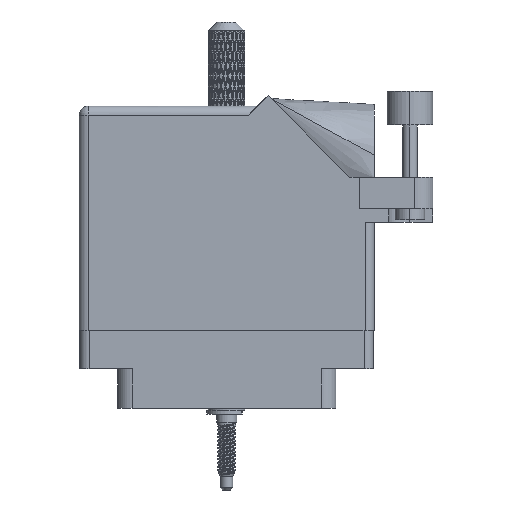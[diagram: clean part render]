
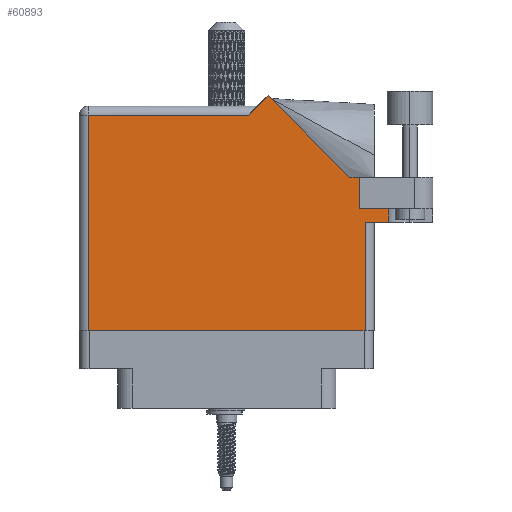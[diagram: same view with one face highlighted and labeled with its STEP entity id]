
A CAD part, front view. The second image highlights one B-rep face of the part: STEP entity #60893.
In plain terms, the highlighted face is planar.
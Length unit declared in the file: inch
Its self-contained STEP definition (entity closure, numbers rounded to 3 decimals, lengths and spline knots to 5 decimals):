
#1672 = EDGE_LOOP ( 'NONE', ( #5924, #22586, #38735, #1758, #65137, #56300, #95732, #19389, #12586, #56031, #54582 ) ) ;
#1758 = ORIENTED_EDGE ( 'NONE', *, *, #23624, .F. ) ;
#4867 = EDGE_CURVE ( 'NONE', #21235, #44650, #95573, .T. ) ;
#4886 = CARTESIAN_POINT ( 'NONE',  ( 2.1115, 1.16177, 0. ) ) ;
#5433 = CARTESIAN_POINT ( 'NONE',  ( 1.84442, 1.044, 0. ) ) ;
#5924 = ORIENTED_EDGE ( 'NONE', *, *, #64202, .T. ) ;
#7215 = LINE ( 'NONE', #7746, #91513 ) ;
#7499 = EDGE_CURVE ( 'NONE', #9860, #29603, #53152, .T. ) ;
#7668 = VERTEX_POINT ( 'NONE', #82778 ) ;
#7746 = CARTESIAN_POINT ( 'NONE',  ( 0.062, 0., 0. ) ) ;
#8393 = DIRECTION ( 'NONE',  ( 0., 1., 0. ) ) ;
#9382 = CARTESIAN_POINT ( 'NONE',  ( 1.91, 0.831, 0. ) ) ;
#9714 = CARTESIAN_POINT ( 'NONE',  ( 0., 0., 0. ) ) ;
#9860 = VERTEX_POINT ( 'NONE', #65440 ) ;
#12586 = ORIENTED_EDGE ( 'NONE', *, *, #23923, .T. ) ;
#12594 = VECTOR ( 'NONE', #90466, 39.37008 ) ;
#12730 = CARTESIAN_POINT ( 'NONE',  ( 0., 1.468, 0. ) ) ;
#14766 = AXIS2_PLACEMENT_3D ( 'NONE', #36028, #61052, #86027 ) ;
#17416 = LINE ( 'NONE', #74855, #51566 ) ;
#19389 = ORIENTED_EDGE ( 'NONE', *, *, #4867, .T. ) ;
#20087 = PLANE ( 'NONE',  #14766 ) ;
#20141 = CARTESIAN_POINT ( 'NONE',  ( 2.41, 1.044, 0. ) ) ;
#20605 = FACE_OUTER_BOUND ( 'NONE', #1672, .T. ) ;
#21235 = VERTEX_POINT ( 'NONE', #5433 ) ;
#22586 = ORIENTED_EDGE ( 'NONE', *, *, #67603, .T. ) ;
#23624 = EDGE_CURVE ( 'NONE', #51199, #80441, #77759, .T. ) ;
#23923 = EDGE_CURVE ( 'NONE', #44650, #9860, #26603, .T. ) ;
#26603 = LINE ( 'NONE', #51071, #12594 ) ;
#27735 = LINE ( 'NONE', #9714, #93301 ) ;
#29603 = VERTEX_POINT ( 'NONE', #72640 ) ;
#35319 = CARTESIAN_POINT ( 'NONE',  ( 1.948, 0.737, 0. ) ) ;
#36028 = CARTESIAN_POINT ( 'NONE',  ( 0., 1.53, 0. ) ) ;
#36391 = VERTEX_POINT ( 'NONE', #93107 ) ;
#36754 = VECTOR ( 'NONE', #39676, 39.37008 ) ;
#36800 = EDGE_CURVE ( 'NONE', #7668, #37453, #17416, .T. ) ;
#37216 = CARTESIAN_POINT ( 'NONE',  ( 1.948, 0.737, 0. ) ) ;
#37453 = VERTEX_POINT ( 'NONE', #61641 ) ;
#38735 = ORIENTED_EDGE ( 'NONE', *, *, #97216, .T. ) ;
#39676 = DIRECTION ( 'NONE',  ( -1., 0., 0. ) ) ;
#39688 = DIRECTION ( 'NONE',  ( 1., 0., 0. ) ) ;
#39882 = VECTOR ( 'NONE', #80170, 39.37008 ) ;
#40211 = LINE ( 'NONE', #9382, #59870 ) ;
#43172 = VECTOR ( 'NONE', #61813, 39.37008 ) ;
#44650 = VERTEX_POINT ( 'NONE', #75402 ) ;
#45849 = EDGE_CURVE ( 'NONE', #7668, #51199, #40211, .T. ) ;
#47142 = CARTESIAN_POINT ( 'NONE',  ( 1.84442, 1.044, 0. ) ) ;
#47932 = VECTOR ( 'NONE', #85044, 39.37008 ) ;
#51071 = CARTESIAN_POINT ( 'NONE',  ( 1.217, 1.53, 0. ) ) ;
#51199 = VERTEX_POINT ( 'NONE', #82808 ) ;
#51566 = VECTOR ( 'NONE', #8393, 39.37008 ) ;
#53152 = LINE ( 'NONE', #12730, #36754 ) ;
#54582 = ORIENTED_EDGE ( 'NONE', *, *, #71897, .T. ) ;
#55740 = VERTEX_POINT ( 'NONE', #35319 ) ;
#56031 = ORIENTED_EDGE ( 'NONE', *, *, #7499, .T. ) ;
#56300 = ORIENTED_EDGE ( 'NONE', *, *, #36800, .T. ) ;
#58745 = LINE ( 'NONE', #37216, #64710 ) ;
#59870 = VECTOR ( 'NONE', #39688, 39.37008 ) ;
#60185 = CARTESIAN_POINT ( 'NONE',  ( 2.1115, 0.737, 0. ) ) ;
#60893 = ADVANCED_FACE ( 'NONE', ( #20605 ), #20087, .F. ) ;
#61052 = DIRECTION ( 'NONE',  ( 0., 0., -1. ) ) ;
#61641 = CARTESIAN_POINT ( 'NONE',  ( 1.91, 1.044, 0. ) ) ;
#61813 = DIRECTION ( 'NONE',  ( 0., -1., 0. ) ) ;
#64202 = EDGE_CURVE ( 'NONE', #36391, #104779, #27735, .T. ) ;
#64710 = VECTOR ( 'NONE', #83201, 39.37008 ) ;
#64821 = CARTESIAN_POINT ( 'NONE',  ( 2.01, 0.737, 0. ) ) ;
#65137 = ORIENTED_EDGE ( 'NONE', *, *, #45849, .F. ) ;
#65440 = CARTESIAN_POINT ( 'NONE',  ( 1.155, 1.468, 0. ) ) ;
#67603 = EDGE_CURVE ( 'NONE', #104779, #55740, #58745, .T. ) ;
#67658 = DIRECTION ( 'NONE',  ( 1., 0., 0. ) ) ;
#71897 = EDGE_CURVE ( 'NONE', #29603, #36391, #7215, .T. ) ;
#72640 = CARTESIAN_POINT ( 'NONE',  ( 0.062, 1.468, 0. ) ) ;
#74855 = CARTESIAN_POINT ( 'NONE',  ( 1.91, 0.831, 0. ) ) ;
#75372 = CARTESIAN_POINT ( 'NONE',  ( 1.948, 0., 0. ) ) ;
#75402 = CARTESIAN_POINT ( 'NONE',  ( 1.28771, 1.60071, 0. ) ) ;
#77759 = LINE ( 'NONE', #4886, #43172 ) ;
#80170 = DIRECTION ( 'NONE',  ( -0.707, 0.707, 0. ) ) ;
#80441 = VERTEX_POINT ( 'NONE', #60185 ) ;
#82778 = CARTESIAN_POINT ( 'NONE',  ( 1.91, 0.831, 0. ) ) ;
#82808 = CARTESIAN_POINT ( 'NONE',  ( 2.1115, 0.831, 0. ) ) ;
#83201 = DIRECTION ( 'NONE',  ( 0., 1., 0. ) ) ;
#85044 = DIRECTION ( 'NONE',  ( -1., 0., 0. ) ) ;
#86027 = DIRECTION ( 'NONE',  ( -1., 0., 0. ) ) ;
#88227 = LINE ( 'NONE', #64821, #104125 ) ;
#90466 = DIRECTION ( 'NONE',  ( -0.707, -0.707, 0. ) ) ;
#91513 = VECTOR ( 'NONE', #103977, 39.37008 ) ;
#93000 = LINE ( 'NONE', #20141, #47932 ) ;
#93107 = CARTESIAN_POINT ( 'NONE',  ( 0.062, 0., 0. ) ) ;
#93301 = VECTOR ( 'NONE', #67658, 39.37008 ) ;
#95573 = LINE ( 'NONE', #47142, #39882 ) ;
#95623 = EDGE_CURVE ( 'NONE', #37453, #21235, #93000, .T. ) ;
#95732 = ORIENTED_EDGE ( 'NONE', *, *, #95623, .T. ) ;
#97216 = EDGE_CURVE ( 'NONE', #55740, #80441, #88227, .T. ) ;
#97242 = DIRECTION ( 'NONE',  ( 1., 0., 0. ) ) ;
#103977 = DIRECTION ( 'NONE',  ( 0., -1., 0. ) ) ;
#104125 = VECTOR ( 'NONE', #97242, 39.37008 ) ;
#104779 = VERTEX_POINT ( 'NONE', #75372 ) ;
